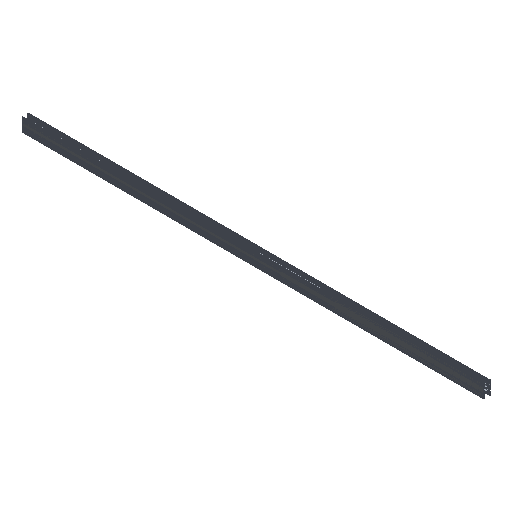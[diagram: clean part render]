
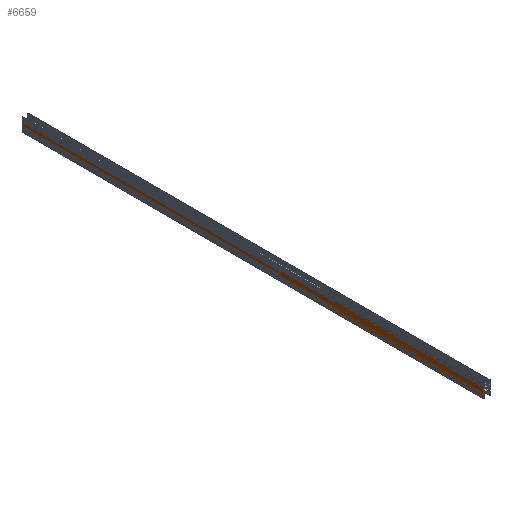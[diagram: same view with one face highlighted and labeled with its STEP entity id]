
A CAD part, isometric view. The second image highlights one B-rep face of the part: STEP entity #6659.
In plain terms, the highlighted planar face has unit normal (-1, 0, 0).
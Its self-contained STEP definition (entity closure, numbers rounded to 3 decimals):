
#448=FACE_OUTER_BOUND('',#777,.T.);
#777=EDGE_LOOP('',(#4610,#4611,#4612,#4613));
#1084=LINE('',#9505,#1828);
#1218=LINE('',#9916,#1962);
#1219=LINE('',#9919,#1963);
#1220=LINE('',#9920,#1964);
#1828=VECTOR('',#7653,10.);
#1962=VECTOR('',#8073,10.);
#1963=VECTOR('',#8076,10.);
#1964=VECTOR('',#8077,10.);
#2606=VERTEX_POINT('',#9502);
#2607=VERTEX_POINT('',#9504);
#2741=VERTEX_POINT('',#9914);
#2742=VERTEX_POINT('',#9918);
#3262=EDGE_CURVE('',#2606,#2607,#1084,.T.);
#3468=EDGE_CURVE('',#2606,#2741,#1218,.T.);
#3469=EDGE_CURVE('',#2742,#2741,#1219,.T.);
#3470=EDGE_CURVE('',#2607,#2742,#1220,.T.);
#4610=ORIENTED_EDGE('',*,*,#3468,.T.);
#4611=ORIENTED_EDGE('',*,*,#3469,.F.);
#4612=ORIENTED_EDGE('',*,*,#3470,.F.);
#4613=ORIENTED_EDGE('',*,*,#3262,.F.);
#6072=PLANE('',#7127);
#6659=ADVANCED_FACE('',(#448),#6072,.T.);
#7127=AXIS2_PLACEMENT_3D('',#9917,#8074,#8075);
#7653=DIRECTION('',(0.,0.,-1.));
#8073=DIRECTION('',(0.,1.,0.));
#8074=DIRECTION('center_axis',(-1.,0.,0.));
#8075=DIRECTION('ref_axis',(0.,0.,1.));
#8076=DIRECTION('',(0.,0.,1.));
#8077=DIRECTION('',(0.,1.,0.));
#9502=CARTESIAN_POINT('',(-8.25,-600.,17.3));
#9504=CARTESIAN_POINT('',(-8.25,-600.,-17.3));
#9505=CARTESIAN_POINT('',(-8.25,-600.,-17.3));
#9914=CARTESIAN_POINT('',(-8.25,600.,17.3));
#9916=CARTESIAN_POINT('',(-8.25,0.,17.3));
#9917=CARTESIAN_POINT('Origin',(-8.25,0.,-17.3));
#9918=CARTESIAN_POINT('',(-8.25,600.,-17.3));
#9919=CARTESIAN_POINT('',(-8.25,600.,-17.3));
#9920=CARTESIAN_POINT('',(-8.25,0.,-17.3));
